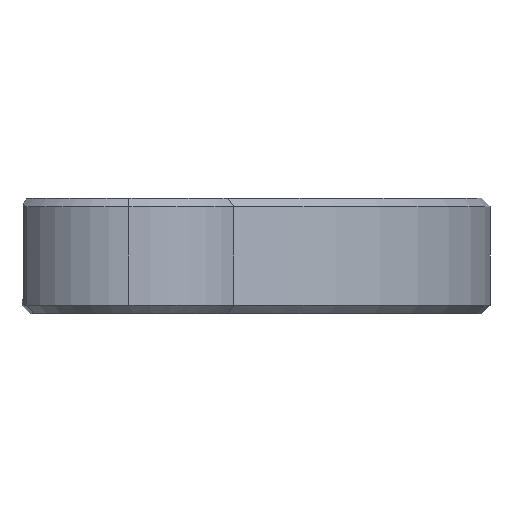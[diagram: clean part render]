
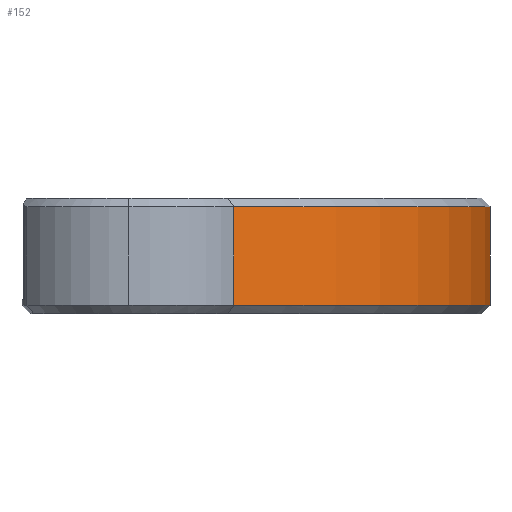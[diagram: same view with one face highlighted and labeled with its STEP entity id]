
A CAD part, left-side view. The second image highlights one B-rep face of the part: STEP entity #152.
In plain terms, the highlighted cylindrical face has radius 52.2 mm (diameter 104.4 mm), a partial arc.
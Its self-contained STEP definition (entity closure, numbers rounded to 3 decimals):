
#111=CARTESIAN_POINT('',(0.,0.,12.7));
#112=DIRECTION('',(0.,0.,-1.));
#113=DIRECTION('',(-1.,0.,0.));
#114=AXIS2_PLACEMENT_3D('',#111,#112,#113);
#115=CYLINDRICAL_SURFACE('',#114,52.2);
#116=CARTESIAN_POINT('',(-49.954,-15.147,13.5));
#117=VERTEX_POINT('',#116);
#118=CARTESIAN_POINT('',(-49.954,-15.147,-0.8));
#119=VERTEX_POINT('',#118);
#120=CARTESIAN_POINT('',(-49.954,-15.147,13.5));
#121=DIRECTION('',(0.,0.,-1.));
#122=VECTOR('',#121,14.3);
#123=LINE('',#120,#122);
#124=EDGE_CURVE('',#117,#119,#123,.T.);
#125=ORIENTED_EDGE('',*,*,#124,.T.);
#126=CARTESIAN_POINT('',(15.846,-49.737,-0.8));
#127=VERTEX_POINT('',#126);
#128=CARTESIAN_POINT('',(0.,0.,-0.8));
#129=DIRECTION('',(0.,0.,1.));
#130=DIRECTION('',(1.,0.,-0.));
#131=AXIS2_PLACEMENT_3D('',#128,#129,#130);
#132=CIRCLE('',#131,52.2);
#133=EDGE_CURVE('',#119,#127,#132,.T.);
#134=ORIENTED_EDGE('',*,*,#133,.T.);
#135=CARTESIAN_POINT('',(15.846,-49.737,13.5));
#136=VERTEX_POINT('',#135);
#137=CARTESIAN_POINT('',(15.846,-49.737,13.5));
#138=DIRECTION('',(0.,0.,-1.));
#139=VECTOR('',#138,14.3);
#140=LINE('',#137,#139);
#141=EDGE_CURVE('',#136,#127,#140,.T.);
#142=ORIENTED_EDGE('',*,*,#141,.F.);
#143=CARTESIAN_POINT('',(0.,0.,13.5));
#144=DIRECTION('',(-0.,-0.,-1.));
#145=DIRECTION('',(1.,0.,-0.));
#146=AXIS2_PLACEMENT_3D('',#143,#144,#145);
#147=CIRCLE('',#146,52.2);
#148=EDGE_CURVE('',#136,#117,#147,.T.);
#149=ORIENTED_EDGE('',*,*,#148,.T.);
#150=EDGE_LOOP('',(#125,#134,#142,#149));
#151=FACE_BOUND('',#150,.T.);
#152=ADVANCED_FACE('',(#151),#115,.T.);
